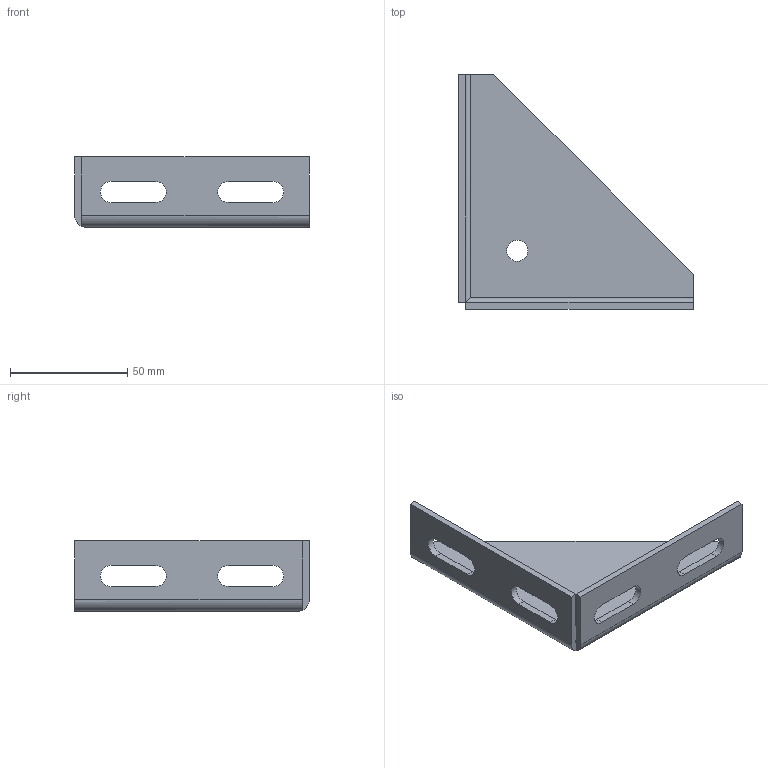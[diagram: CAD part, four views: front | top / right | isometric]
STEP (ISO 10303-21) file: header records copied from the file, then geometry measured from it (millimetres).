
FILE_DESCRIPTION (( 'STEP AP214' ), '1' );
FILE_NAME ('6268320', '2019-01-28T17:16:00', ( '' ), ('JUGARD+KÜNSTNER GmbH'), 'SwSTEP 2.0', 'SolidWorks 2017', '' );
FILE_SCHEMA (( 'AUTOMOTIVE_DESIGN' ));
Length unit declared in the file: millimetre
Products named in the file (1): 6268320
Bounding box: 100 x 100 x 30 mm (x, y, z)
Volume: 30966.7 mm3; surface area: 22884.7 mm2
Topology: 1 solids, 1 shells, 83 faces, 217 edges, 144 vertices
Faces by surface type: plane 45, cylinder 38
Entity records: 2625 total; most frequent: DIRECTION 459, CARTESIAN_POINT 451, ORIENTED_EDGE 434, EDGE_CURVE 217, AXIS2_PLACEMENT_3D 160, VERTEX_POINT 144, VECTOR 139, LINE 139
